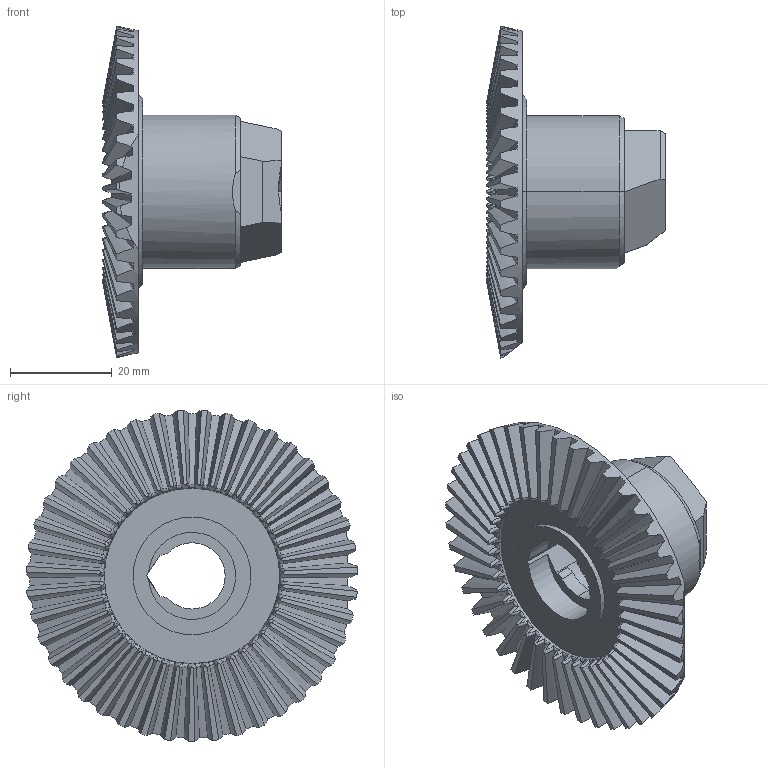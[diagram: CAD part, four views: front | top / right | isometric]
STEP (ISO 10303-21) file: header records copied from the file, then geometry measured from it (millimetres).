
FILE_DESCRIPTION (( 'STEP AP203' ), '1' );
FILE_NAME ('outputSaft_240912.STEP', '2024-12-12T08:03:10', ( '' ), ( '' ), 'SwSTEP 2.0', 'SolidWorks 2022', '' );
FILE_SCHEMA (( 'CONFIG_CONTROL_DESIGN' ));
Length unit declared in the file: millimetre
Products named in the file (1): outputSaft_240912
Bounding box: 34.99 x 65.16 x 65.13 mm (x, y, z)
Volume: 25068.1 mm3; surface area: 14044.9 mm2
Topology: 1 solids, 1 shells, 411 faces, 1210 edges, 804 vertices
Faces by surface type: bspline 202, cone 98, torus 44, cylinder 42, plane 25
Entity records: 28898 total; most frequent: CARTESIAN_POINT 20257, ORIENTED_EDGE 2420, EDGE_CURVE 1210, DIRECTION 951, VERTEX_POINT 804, B_SPLINE_CURVE_WITH_KNOTS 789, AXIS2_PLACEMENT_3D 422, EDGE_LOOP 416
